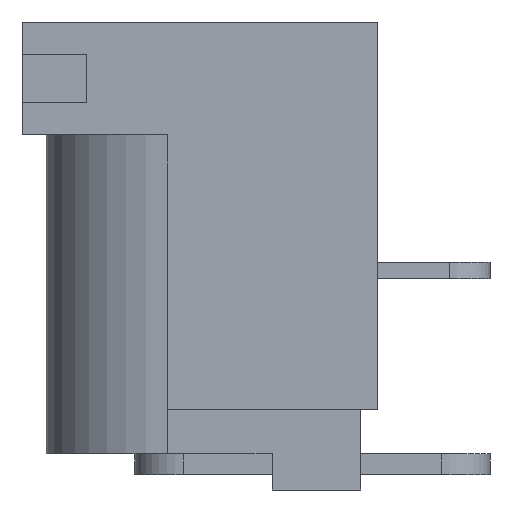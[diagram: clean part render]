
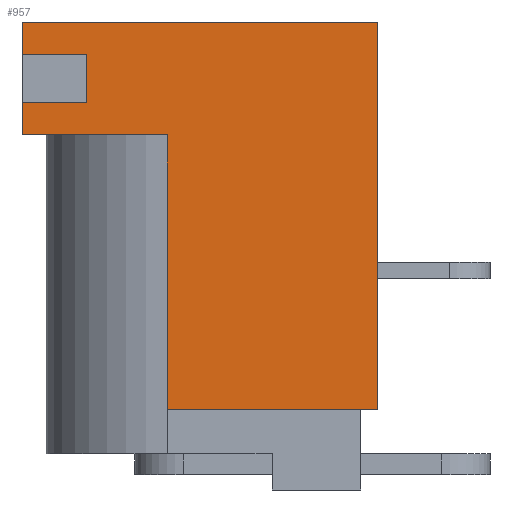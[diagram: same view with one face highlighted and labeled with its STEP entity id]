
A CAD part, left-side view. The second image highlights one B-rep face of the part: STEP entity #957.
In plain terms, the highlighted planar face has unit normal (-1, 0, 0).
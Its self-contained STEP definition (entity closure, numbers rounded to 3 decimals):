
#127 = CARTESIAN_POINT ( 'NONE',  ( -4.5, 0., -12. ) ) ;
#146 = LINE ( 'NONE', #1525, #1396 ) ;
#160 = DIRECTION ( 'NONE',  ( 0., 0., 1. ) ) ;
#204 = ORIENTED_EDGE ( 'NONE', *, *, #1722, .F. ) ;
#239 = CARTESIAN_POINT ( 'NONE',  ( -4.5, 4.5, -1. ) ) ;
#243 = EDGE_CURVE ( 'NONE', #1734, #1558, #476, .T. ) ;
#269 = CARTESIAN_POINT ( 'NONE',  ( -4.5, 2.5, -2.5 ) ) ;
#292 = EDGE_CURVE ( 'NONE', #1422, #885, #894, .T. ) ;
#333 = ORIENTED_EDGE ( 'NONE', *, *, #243, .T. ) ;
#378 = ORIENTED_EDGE ( 'NONE', *, *, #696, .F. ) ;
#387 = LINE ( 'NONE', #1104, #1433 ) ;
#405 = DIRECTION ( 'NONE',  ( 0., -1., 0. ) ) ;
#415 = EDGE_CURVE ( 'NONE', #709, #885, #146, .T. ) ;
#469 = VERTEX_POINT ( 'NONE', #927 ) ;
#476 = LINE ( 'NONE', #127, #1633 ) ;
#490 = LINE ( 'NONE', #558, #1214 ) ;
#503 = CARTESIAN_POINT ( 'NONE',  ( -4.5, 2.5, -2.5 ) ) ;
#539 = DIRECTION ( 'NONE',  ( 0., 1., 0. ) ) ;
#558 = CARTESIAN_POINT ( 'NONE',  ( -4.5, 4.5, -3.5 ) ) ;
#564 = ORIENTED_EDGE ( 'NONE', *, *, #415, .F. ) ;
#572 = CARTESIAN_POINT ( 'NONE',  ( -4.5, 0., -12. ) ) ;
#584 = DIRECTION ( 'NONE',  ( 0., -1., 0. ) ) ;
#589 = ORIENTED_EDGE ( 'NONE', *, *, #767, .T. ) ;
#612 = DIRECTION ( 'NONE',  ( 0., 1., 0. ) ) ;
#696 = EDGE_CURVE ( 'NONE', #1422, #1183, #1728, .T. ) ;
#707 = ORIENTED_EDGE ( 'NONE', *, *, #1448, .F. ) ;
#709 = VERTEX_POINT ( 'NONE', #1327 ) ;
#767 = EDGE_CURVE ( 'NONE', #1558, #1095, #931, .T. ) ;
#821 = CARTESIAN_POINT ( 'NONE',  ( -4.5, 4.5, 0. ) ) ;
#858 = FACE_OUTER_BOUND ( 'NONE', #936, .T. ) ;
#885 = VERTEX_POINT ( 'NONE', #967 ) ;
#894 = LINE ( 'NONE', #269, #1438 ) ;
#901 = CARTESIAN_POINT ( 'NONE',  ( -4.5, 2.5, -1. ) ) ;
#909 = VECTOR ( 'NONE', #1158, 1000. ) ;
#923 = CARTESIAN_POINT ( 'NONE',  ( -4.5, -6.5, -3.5 ) ) ;
#927 = CARTESIAN_POINT ( 'NONE',  ( -4.5, 0., -3.5 ) ) ;
#931 = LINE ( 'NONE', #923, #1455 ) ;
#934 = ORIENTED_EDGE ( 'NONE', *, *, #1579, .F. ) ;
#936 = EDGE_LOOP ( 'NONE', ( #707, #333, #589, #934, #204, #1674, #378, #1635, #564, #1518 ) ) ;
#957 = ADVANCED_FACE ( 'NONE', ( #858 ), #1392, .T. ) ;
#967 = CARTESIAN_POINT ( 'NONE',  ( -4.5, 4.5, -2.5 ) ) ;
#1022 = VECTOR ( 'NONE', #612, 1000. ) ;
#1095 = VERTEX_POINT ( 'NONE', #1726 ) ;
#1104 = CARTESIAN_POINT ( 'NONE',  ( -4.5, 4.5, -3.5 ) ) ;
#1143 = DIRECTION ( 'NONE',  ( 0., -1., 0. ) ) ;
#1158 = DIRECTION ( 'NONE',  ( 0., 0., 1. ) ) ;
#1183 = VERTEX_POINT ( 'NONE', #1460 ) ;
#1190 = VECTOR ( 'NONE', #405, 1000. ) ;
#1194 = DIRECTION ( 'NONE',  ( 0., 0., 1. ) ) ;
#1208 = CARTESIAN_POINT ( 'NONE',  ( -4.5, -6.5, -12. ) ) ;
#1214 = VECTOR ( 'NONE', #584, 1000. ) ;
#1222 = VERTEX_POINT ( 'NONE', #1471 ) ;
#1226 = DIRECTION ( 'NONE',  ( 0., -1., 0. ) ) ;
#1265 = CARTESIAN_POINT ( 'NONE',  ( -4.5, 4.5, -3.5 ) ) ;
#1327 = CARTESIAN_POINT ( 'NONE',  ( -4.5, 4.5, -3.5 ) ) ;
#1340 = LINE ( 'NONE', #1737, #909 ) ;
#1347 = VECTOR ( 'NONE', #1757, 1000. ) ;
#1381 = AXIS2_PLACEMENT_3D ( 'NONE', #1265, #1691, #1143 ) ;
#1392 = PLANE ( 'NONE',  #1381 ) ;
#1396 = VECTOR ( 'NONE', #160, 1000. ) ;
#1409 = DIRECTION ( 'NONE',  ( 0., 0., 1. ) ) ;
#1422 = VERTEX_POINT ( 'NONE', #1436 ) ;
#1433 = VECTOR ( 'NONE', #1409, 1000. ) ;
#1436 = CARTESIAN_POINT ( 'NONE',  ( -4.5, 2.5, -2.5 ) ) ;
#1438 = VECTOR ( 'NONE', #539, 1000. ) ;
#1448 = EDGE_CURVE ( 'NONE', #1734, #469, #1340, .T. ) ;
#1454 = EDGE_CURVE ( 'NONE', #1183, #1576, #1524, .T. ) ;
#1455 = VECTOR ( 'NONE', #1194, 1000. ) ;
#1460 = CARTESIAN_POINT ( 'NONE',  ( -4.5, 2.5, -1. ) ) ;
#1471 = CARTESIAN_POINT ( 'NONE',  ( -4.5, 4.5, 0. ) ) ;
#1518 = ORIENTED_EDGE ( 'NONE', *, *, #1660, .T. ) ;
#1524 = LINE ( 'NONE', #901, #1022 ) ;
#1525 = CARTESIAN_POINT ( 'NONE',  ( -4.5, 4.5, -3.5 ) ) ;
#1558 = VERTEX_POINT ( 'NONE', #1208 ) ;
#1576 = VERTEX_POINT ( 'NONE', #239 ) ;
#1579 = EDGE_CURVE ( 'NONE', #1222, #1095, #1650, .T. ) ;
#1633 = VECTOR ( 'NONE', #1226, 1000. ) ;
#1635 = ORIENTED_EDGE ( 'NONE', *, *, #292, .T. ) ;
#1650 = LINE ( 'NONE', #821, #1190 ) ;
#1660 = EDGE_CURVE ( 'NONE', #709, #469, #490, .T. ) ;
#1674 = ORIENTED_EDGE ( 'NONE', *, *, #1454, .F. ) ;
#1691 = DIRECTION ( 'NONE',  ( -1., 0., 0. ) ) ;
#1722 = EDGE_CURVE ( 'NONE', #1576, #1222, #387, .T. ) ;
#1726 = CARTESIAN_POINT ( 'NONE',  ( -4.5, -6.5, 0. ) ) ;
#1728 = LINE ( 'NONE', #503, #1347 ) ;
#1734 = VERTEX_POINT ( 'NONE', #572 ) ;
#1737 = CARTESIAN_POINT ( 'NONE',  ( -4.5, 0., -14.5 ) ) ;
#1757 = DIRECTION ( 'NONE',  ( 0., 0., 1. ) ) ;
